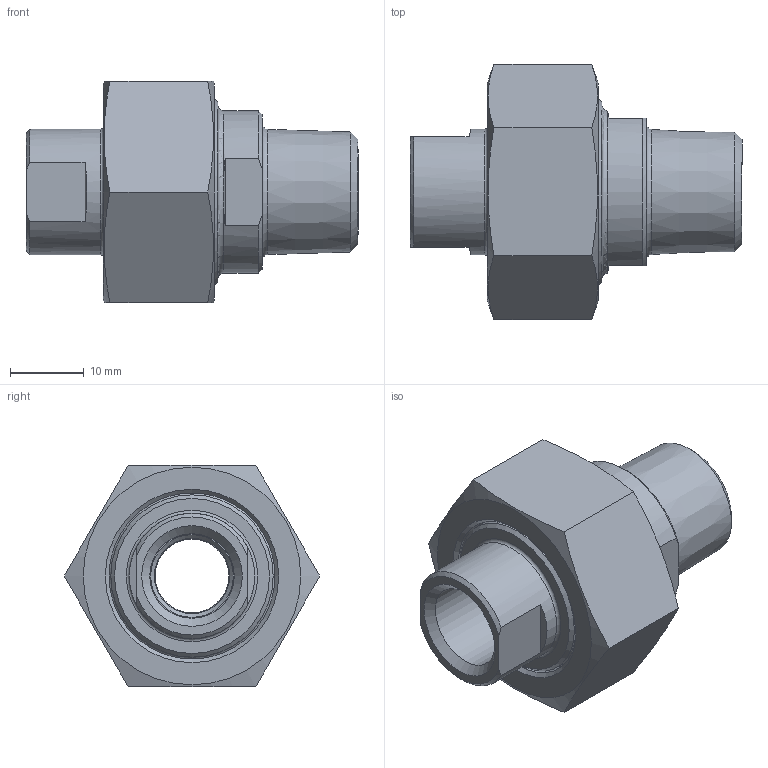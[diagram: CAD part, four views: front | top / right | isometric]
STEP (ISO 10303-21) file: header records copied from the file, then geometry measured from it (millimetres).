
FILE_DESCRIPTION(/* description */ (''),/* implementation_level */ '2;1');
FILE_NAME(/* name */ '3D_R134-E-UG-DN8-DN10_17101854.stp',/* time_stamp */ '2021-06-30T10:21:43+02:00',/* author */ ('cad'),/* organization */ (''),/* preprocessor_version */ 'ST-DEVELOPER v18.1',/* originating_system */ 'Autodesk Inventor 2022',/* authorisation */ '');
FILE_SCHEMA (('AUTOMOTIVE_DESIGN { 1 0 10303 214 3 1 1 }'));
Length unit declared in the file: millimetre
Products named in the file (4): 3D_R134-E-UG-DN8-DN10_17101854; 3D_R134-M-DN10_171011605; 3D_R134-UG-DN10_171011405; 3D_R134-E-DN8-DN10_171011007
Assembly tree (3 placements, depth 2):
  3D_R134-E-UG-DN8-DN10_17101854
    3D_R134-M-DN10_171011605
    3D_R134-UG-DN10_171011405
    3D_R134-E-DN8-DN10_171011007
Bounding box: 45 x 34.64 x 30 mm (x, y, z)
Volume: 14693.4 mm3; surface area: 9438.4 mm2
Topology: 3 solids, 3 shells, 69 faces, 162 edges, 106 vertices
Faces by surface type: plane 27, cone 22, cylinder 11, torus 9
Full cylindrical faces by diameter (mm): 10 x1, 10.2 x1, 11.445 x1, 17 x1, 22 x1, 22.5 x1, 25 x1, 25.376 x1, 26.85 x1
Entity records: 2159 total; most frequent: CARTESIAN_POINT 396, DIRECTION 381, ORIENTED_EDGE 324, AXIS2_PLACEMENT_3D 166, EDGE_CURVE 162, VERTEX_POINT 106, CIRCLE 84, EDGE_LOOP 82
